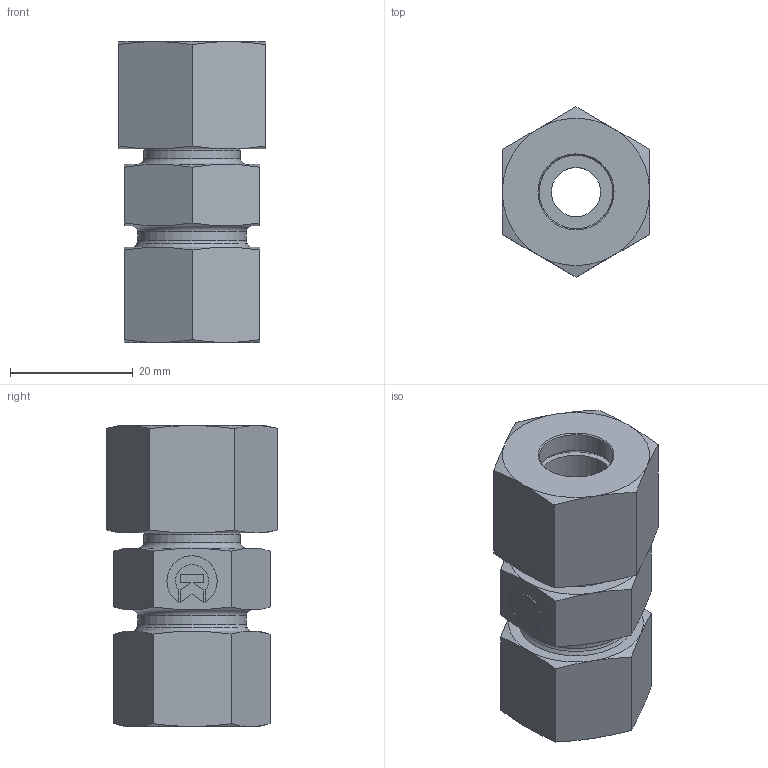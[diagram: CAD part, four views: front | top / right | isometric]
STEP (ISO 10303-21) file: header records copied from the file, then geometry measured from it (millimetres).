
FILE_DESCRIPTION((''),'2;1');
FILE_NAME('32412121820.stp','2014-08-15T16:19:17',(''),('KNOMI spol. s r. o.'),'Autodesk Inventor 2012','Autodesk Inventor 2012','');
FILE_SCHEMA(('AUTOMOTIVE_DESIGN { 1 2 10303 214 0 1 1 1 }'));
Length unit declared in the file: millimetre
Products named in the file (5): PSR2K 12L/12S M18/M20; 314 1212 1820; 3981220; 40112; 3911218
Assembly tree (5 placements, depth 2):
  PSR2K 12L/12S M18/M20
    314 1212 1820
    3981220
    40112  x2
    3911218
Bounding box: 24.01 x 27.71 x 49 mm (x, y, z)
Volume: 16993.2 mm3; surface area: 11136.9 mm2
Topology: 5 solids, 5 shells, 145 faces, 335 edges, 216 vertices
Faces by surface type: plane 62, cone 56, cylinder 21, torus 6
Full cylindrical faces by diameter (mm): 8 x1, 12 x6, 14.3 x2, 15.7 x1, 16 x2, 16.376 x1, 17.7 x1, 18 x1, 18.376 x1, 20 x1
Entity records: 3802 total; most frequent: CARTESIAN_POINT 745, DIRECTION 576, ORIENTED_EDGE 524, EDGE_CURVE 262, AXIS2_PLACEMENT_3D 233, EDGE_LOOP 186, VERTEX_POINT 178, STYLED_ITEM 147
